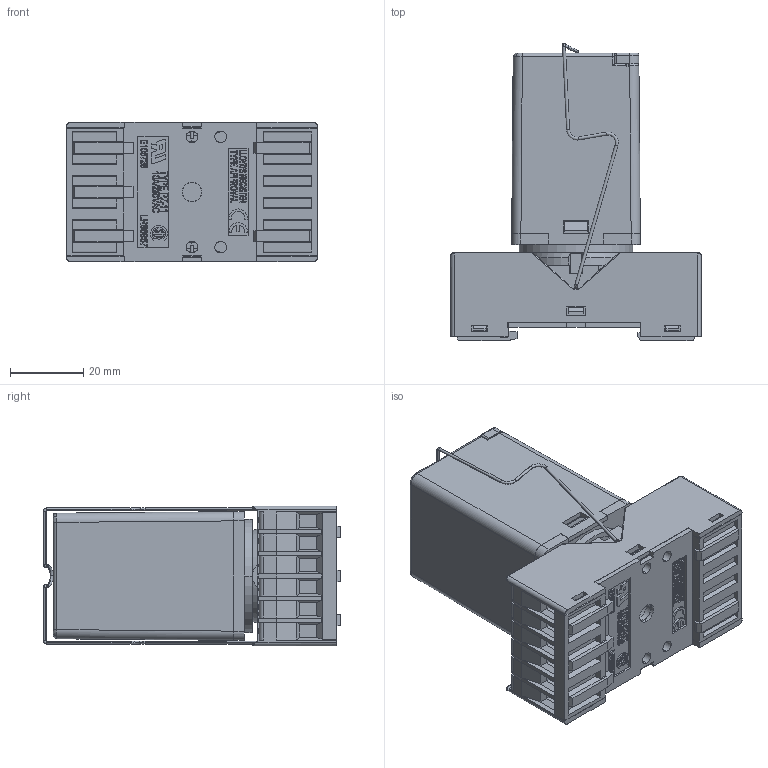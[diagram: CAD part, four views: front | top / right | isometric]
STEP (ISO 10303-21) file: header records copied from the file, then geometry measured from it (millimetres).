
FILE_DESCRIPTION (( 'STEP AP214' ), '1' );
FILE_NAME ('PIR15T - kolejowy.STEP', '2017-07-14T08:35:32', ( '' ), ( '' ), 'SwSTEP 2.0', 'SolidWorks 2017', '' );
FILE_SCHEMA (( 'AUTOMOTIVE_DESIGN' ));
Length unit declared in the file: millimetre
Products named in the file (1): PIR15T - kolejowy
Bounding box: 68.2 x 80.86 x 38 mm (x, y, z)
Volume: 87645.2 mm3; surface area: 47942.8 mm2
Topology: 17 solids, 18 shells, 4596 faces, 11987 edges, 7617 vertices
Faces by surface type: plane 2438, bspline 1035, cylinder 748, torus 205, cone 160, sphere 10
Entity records: 232342 total; most frequent: CARTESIAN_POINT 75885, ORIENTED_EDGE 23936, DIRECTION 18877, EDGE_CURVE 11968, VERTEX_POINT 7617, VECTOR 7161, LINE 7161, AXIS2_PLACEMENT_3D 5858
